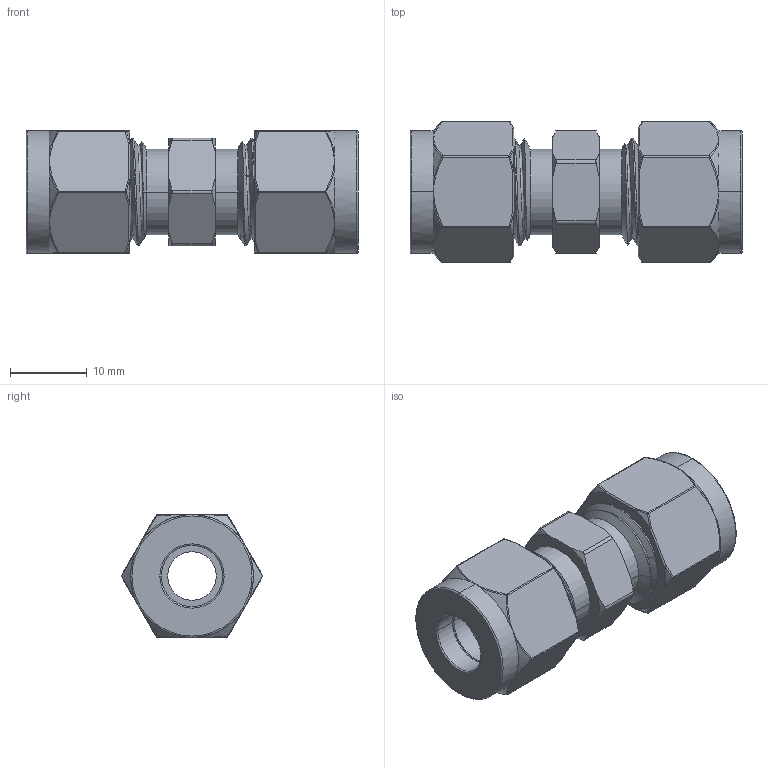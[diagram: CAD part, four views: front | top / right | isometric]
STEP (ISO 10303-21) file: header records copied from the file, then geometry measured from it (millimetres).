
FILE_DESCRIPTION((''),'2;1');
FILE_NAME('001_CUA_UNION_MASTER_ASM','2025-06-20T13:53:02',('Administrator'),(''),'CREO PARAMETRIC BY PTC INC, 2020184','CREO PARAMETRIC BY PTC INC, 2020184','');
FILE_SCHEMA(('AUTOMOTIVE_DESIGN { 1 0 10303 214 1 1 1 1 }'));
Length unit declared in the file: millimetre
Products named in the file (5): DIN2353-TUBE; DIN2353_TUBE_NUT; BACK_FERRULE; FRONT_FERRULE; 001_CUA_UNION_MASTER_ASM
Assembly tree (7 placements, depth 2):
  001_CUA_UNION_MASTER_ASM
    DIN2353-TUBE
    DIN2353_TUBE_NUT  x2
    BACK_FERRULE  x2
    FRONT_FERRULE  x2
Bounding box: 43.2 x 18.42 x 16 mm (x, y, z)
Volume: 5741.4 mm3; surface area: 7391.9 mm2
Topology: 7 solids, 7 shells, 406 faces, 937 edges, 590 vertices
Faces by surface type: cylinder 104, bspline 78, cone 72, torus 68, sphere 48, plane 36
Entity records: 22215 total; most frequent: CARTESIAN_POINT 15605, ORIENTED_EDGE 1142, DIRECTION 1074, EDGE_CURVE 571, AXIS2_PLACEMENT_3D 459, VERTEX_POINT 333, PRESENTATION_STYLE_ASSIGNMENT 270, STYLED_ITEM 270
